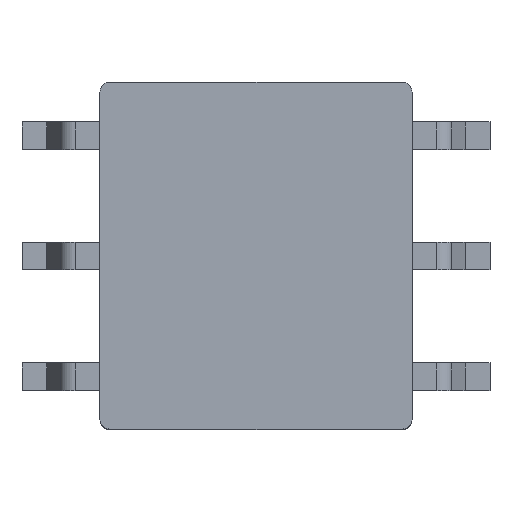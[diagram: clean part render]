
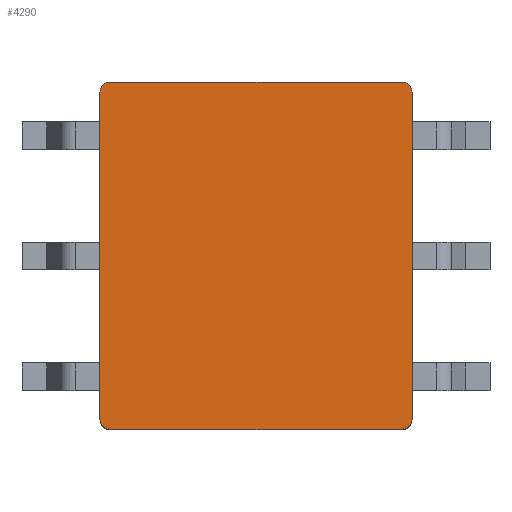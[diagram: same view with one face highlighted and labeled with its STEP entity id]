
A CAD part, top view. The second image highlights one B-rep face of the part: STEP entity #4290.
In plain terms, the highlighted face is planar.
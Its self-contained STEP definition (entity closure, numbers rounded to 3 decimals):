
#79=PLANE('',#4576);
#415=LINE('',#6406,#712);
#416=LINE('',#6407,#713);
#417=LINE('',#6408,#714);
#418=LINE('',#6409,#715);
#712=VECTOR('',#5371,1000.);
#713=VECTOR('',#5372,1000.);
#714=VECTOR('',#5373,1000.);
#715=VECTOR('',#5374,1000.);
#1360=ORIENTED_EDGE('',*,*,#2031,.F.);
#1361=ORIENTED_EDGE('',*,*,#1686,.T.);
#1362=ORIENTED_EDGE('',*,*,#2032,.F.);
#1363=ORIENTED_EDGE('',*,*,#1682,.T.);
#1364=ORIENTED_EDGE('',*,*,#2033,.T.);
#1365=ORIENTED_EDGE('',*,*,#1660,.T.);
#1366=ORIENTED_EDGE('',*,*,#2034,.T.);
#1367=ORIENTED_EDGE('',*,*,#1648,.T.);
#1648=EDGE_CURVE('',#2095,#2096,#2377,.T.);
#1660=EDGE_CURVE('',#2107,#2108,#2378,.T.);
#1682=EDGE_CURVE('',#2130,#2129,#2382,.T.);
#1686=EDGE_CURVE('',#2134,#2133,#2383,.T.);
#2031=EDGE_CURVE('',#2134,#2096,#415,.T.);
#2032=EDGE_CURVE('',#2130,#2133,#416,.T.);
#2033=EDGE_CURVE('',#2129,#2107,#417,.T.);
#2034=EDGE_CURVE('',#2108,#2095,#418,.T.);
#2095=VERTEX_POINT('',#5550);
#2096=VERTEX_POINT('',#5551);
#2107=VERTEX_POINT('',#5592);
#2108=VERTEX_POINT('',#5593);
#2129=VERTEX_POINT('',#5661);
#2130=VERTEX_POINT('',#5663);
#2133=VERTEX_POINT('',#5673);
#2134=VERTEX_POINT('',#5675);
#2377=CIRCLE('',#4343,0.25);
#2378=CIRCLE('',#4347,0.25);
#2382=CIRCLE('',#4356,0.25);
#2383=CIRCLE('',#4358,0.25);
#2634=EDGE_LOOP('',(#1360,#1361,#1362,#1363,#1364,#1365,#1366,#1367));
#2817=FACE_BOUND('',#2634,.T.);
#4290=ADVANCED_FACE('',(#2817),#79,.T.);
#4343=AXIS2_PLACEMENT_3D('',#5549,#4648,#4649);
#4347=AXIS2_PLACEMENT_3D('',#5591,#4662,#4663);
#4356=AXIS2_PLACEMENT_3D('',#5662,#4691,#4692);
#4358=AXIS2_PLACEMENT_3D('',#5674,#4697,#4698);
#4576=AXIS2_PLACEMENT_3D('',#6405,#5369,#5370);
#4648=DIRECTION('',(0.,1.,0.));
#4649=DIRECTION('',(0.,0.,-1.));
#4662=DIRECTION('',(0.,1.,0.));
#4663=DIRECTION('',(0.,0.,-1.));
#4691=DIRECTION('',(0.,1.,0.));
#4692=DIRECTION('',(0.,0.,-1.));
#4697=DIRECTION('',(0.,1.,0.));
#4698=DIRECTION('',(0.,0.,-1.));
#5369=DIRECTION('',(0.,1.,0.));
#5370=DIRECTION('',(0.,0.,-1.));
#5371=DIRECTION('',(1.,0.,0.));
#5372=DIRECTION('',(0.,0.,-1.));
#5373=DIRECTION('',(1.,0.,0.));
#5374=DIRECTION('',(0.,0.,-1.));
#5549=CARTESIAN_POINT('',(9.87,10.786,4.396));
#5550=CARTESIAN_POINT('',(10.12,10.786,4.396));
#5551=CARTESIAN_POINT('',(9.87,10.786,4.146));
#5591=CARTESIAN_POINT('',(9.87,10.786,12.786));
#5592=CARTESIAN_POINT('',(9.87,10.786,13.036));
#5593=CARTESIAN_POINT('',(10.12,10.786,12.786));
#5661=CARTESIAN_POINT('',(2.37,10.786,13.036));
#5662=CARTESIAN_POINT('',(2.37,10.786,12.786));
#5663=CARTESIAN_POINT('',(2.12,10.786,12.786));
#5673=CARTESIAN_POINT('',(2.12,10.786,4.396));
#5674=CARTESIAN_POINT('',(2.37,10.786,4.396));
#5675=CARTESIAN_POINT('',(2.37,10.786,4.146));
#6405=CARTESIAN_POINT('',(10.12,10.786,13.036));
#6406=CARTESIAN_POINT('',(10.12,10.786,4.146));
#6407=CARTESIAN_POINT('',(2.12,10.786,13.036));
#6408=CARTESIAN_POINT('',(10.12,10.786,13.036));
#6409=CARTESIAN_POINT('',(10.12,10.786,13.036));
